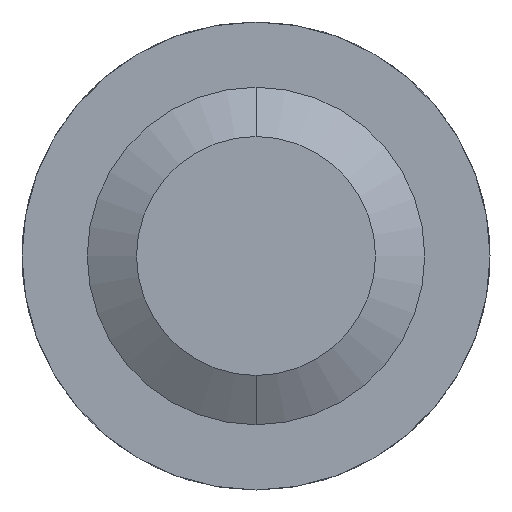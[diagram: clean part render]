
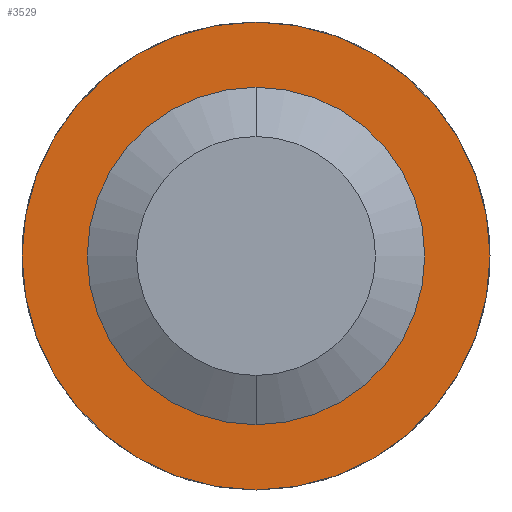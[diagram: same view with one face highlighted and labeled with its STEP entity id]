
A CAD part, front view. The second image highlights one B-rep face of the part: STEP entity #3529.
In plain terms, the highlighted planar face has unit normal (0, -1, 0).
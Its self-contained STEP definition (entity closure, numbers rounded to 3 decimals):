
#96 = AXIS2_PLACEMENT_3D ( 'NONE', #2767, #3677, #3180 ) ;
#172 = EDGE_LOOP ( 'NONE', ( #522, #1128 ) ) ;
#479 = ORIENTED_EDGE ( 'NONE', *, *, #1507, .F. ) ;
#522 = ORIENTED_EDGE ( 'NONE', *, *, #3011, .T. ) ;
#651 = DIRECTION ( 'NONE',  ( 0., 1., 0. ) ) ;
#686 = DIRECTION ( 'NONE',  ( 0., 0., 1. ) ) ;
#950 = ORIENTED_EDGE ( 'NONE', *, *, #1681, .F. ) ;
#1092 = DIRECTION ( 'NONE',  ( 0., 1., 0. ) ) ;
#1128 = ORIENTED_EDGE ( 'NONE', *, *, #2793, .T. ) ;
#1203 = CARTESIAN_POINT ( 'NONE',  ( 0., -2.5, -0.95 ) ) ;
#1267 = CARTESIAN_POINT ( 'NONE',  ( 0., -2.5, 0.685 ) ) ;
#1293 = VERTEX_POINT ( 'NONE', #1203 ) ;
#1336 = CARTESIAN_POINT ( 'NONE',  ( 0., -2.5, 0. ) ) ;
#1492 = CARTESIAN_POINT ( 'NONE',  ( 0.95, -2.5, 0. ) ) ;
#1499 = CIRCLE ( 'NONE', #96, 0.95 ) ;
#1507 = EDGE_CURVE ( 'Defeature ausgef�hrt1_45+Defeature ausgef�hrt1_46+Defeature ausgef�hrt1_46+Defeature ausgef�hrt1_46', #2230, #1293, #4573, .T. ) ;
#1521 = AXIS2_PLACEMENT_3D ( 'NONE', #1492, #1092, #3709 ) ;
#1576 = CARTESIAN_POINT ( 'NONE',  ( 0., -2.5, 0.95 ) ) ;
#1681 = EDGE_CURVE ( 'Defeature ausgef�hrt1_45+Defeature ausgef�hrt1_46+Defeature ausgef�hrt1_46+Defeature ausgef�hrt1_46', #1293, #2230, #1499, .T. ) ;
#2001 = AXIS2_PLACEMENT_3D ( 'NONE', #3183, #651, #686 ) ;
#2230 = VERTEX_POINT ( 'NONE', #1576 ) ;
#2317 = EDGE_LOOP ( 'NONE', ( #479, #950 ) ) ;
#2343 = VERTEX_POINT ( 'NONE', #1267 ) ;
#2602 = DIRECTION ( 'NONE',  ( 0., 0., 1. ) ) ;
#2767 = CARTESIAN_POINT ( 'NONE',  ( 0., -2.5, 0. ) ) ;
#2793 = EDGE_CURVE ( 'Defeature ausgef�hrt1_46+Defeature ausgef�hrt1_47+Defeature ausgef�hrt1_47+Defeature ausgef�hrt1_47', #3951, #2343, #4625, .T. ) ;
#3011 = EDGE_CURVE ( 'Defeature ausgef�hrt1_46+Defeature ausgef�hrt1_47+Defeature ausgef�hrt1_47+Defeature ausgef�hrt1_47', #2343, #3951, #4175, .T. ) ;
#3149 = FACE_BOUND ( 'NONE', #172, .T. ) ;
#3155 = PLANE ( 'NONE',  #1521 ) ;
#3180 = DIRECTION ( 'NONE',  ( 0., 0., 1. ) ) ;
#3183 = CARTESIAN_POINT ( 'NONE',  ( 0., -2.5, 0. ) ) ;
#3418 = FACE_OUTER_BOUND ( 'NONE', #2317, .T. ) ;
#3443 = DIRECTION ( 'NONE',  ( 0., 0., 1. ) ) ;
#3529 = ADVANCED_FACE ( 'Defeature ausgef�hrt1_46', ( #3418, #3149 ), #3155, .F. ) ;
#3591 = AXIS2_PLACEMENT_3D ( 'NONE', #4746, #4316, #2602 ) ;
#3677 = DIRECTION ( 'NONE',  ( 0., 1., 0. ) ) ;
#3709 = DIRECTION ( 'NONE',  ( 0., 0., 1. ) ) ;
#3951 = VERTEX_POINT ( 'NONE', #5009 ) ;
#4175 = CIRCLE ( 'NONE', #2001, 0.685 ) ;
#4316 = DIRECTION ( 'NONE',  ( 0., 1., 0. ) ) ;
#4573 = CIRCLE ( 'NONE', #3591, 0.95 ) ;
#4625 = CIRCLE ( 'NONE', #4642, 0.685 ) ;
#4642 = AXIS2_PLACEMENT_3D ( 'NONE', #1336, #4682, #3443 ) ;
#4682 = DIRECTION ( 'NONE',  ( 0., 1., 0. ) ) ;
#4746 = CARTESIAN_POINT ( 'NONE',  ( 0., -2.5, 0. ) ) ;
#5009 = CARTESIAN_POINT ( 'NONE',  ( 0., -2.5, -0.685 ) ) ;
